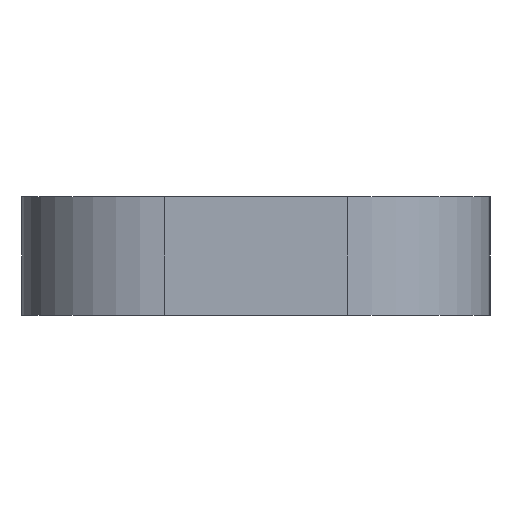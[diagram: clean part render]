
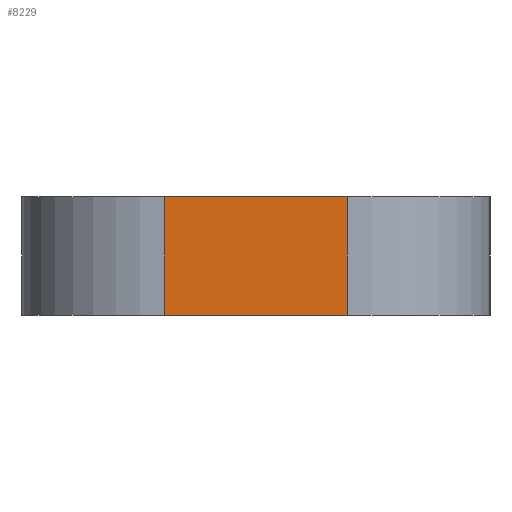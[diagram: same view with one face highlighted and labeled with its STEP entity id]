
A CAD part, left-side view. The second image highlights one B-rep face of the part: STEP entity #8229.
In plain terms, the highlighted planar face has unit normal (-1, 0, 0).
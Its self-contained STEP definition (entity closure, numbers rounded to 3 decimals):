
#350=CARTESIAN_POINT('',(144.548,-17.289,23.1));
#351=VERTEX_POINT('',#350);
#359=CARTESIAN_POINT('',(144.548,-21.123,23.1));
#360=VERTEX_POINT('',#359);
#361=CARTESIAN_POINT('',(144.548,-17.289,23.1));
#362=DIRECTION('',(0.,-1.,0.));
#363=VECTOR('',#362,3.834);
#364=LINE('',#361,#363);
#365=EDGE_CURVE('',#351,#360,#364,.T.);
#5457=CARTESIAN_POINT('',(144.548,-21.123,20.6));
#5458=VERTEX_POINT('',#5457);
#5466=CARTESIAN_POINT('',(144.548,-17.289,20.6));
#5467=VERTEX_POINT('',#5466);
#5468=CARTESIAN_POINT('',(144.548,-17.289,20.6));
#5469=DIRECTION('',(0.,-1.,0.));
#5470=VECTOR('',#5469,3.834);
#5471=LINE('',#5468,#5470);
#5472=EDGE_CURVE('',#5467,#5458,#5471,.T.);
#8208=CARTESIAN_POINT('',(144.548,-16.747,20.913));
#8209=DIRECTION('',(1.,0.,0.));
#8210=DIRECTION('',(0.,0.,-1.));
#8211=AXIS2_PLACEMENT_3D('',#8208,#8209,#8210);
#8212=PLANE('',#8211);
#8213=ORIENTED_EDGE('',*,*,#365,.F.);
#8214=CARTESIAN_POINT('',(144.548,-17.289,23.1));
#8215=DIRECTION('',(-0.,-0.,-1.));
#8216=VECTOR('',#8215,2.5);
#8217=LINE('',#8214,#8216);
#8218=EDGE_CURVE('',#351,#5467,#8217,.T.);
#8219=ORIENTED_EDGE('',*,*,#8218,.T.);
#8220=ORIENTED_EDGE('',*,*,#5472,.T.);
#8221=CARTESIAN_POINT('',(144.548,-21.123,20.6));
#8222=DIRECTION('',(0.,0.,1.));
#8223=VECTOR('',#8222,2.5);
#8224=LINE('',#8221,#8223);
#8225=EDGE_CURVE('',#5458,#360,#8224,.T.);
#8226=ORIENTED_EDGE('',*,*,#8225,.T.);
#8227=EDGE_LOOP('',(#8213,#8219,#8220,#8226));
#8228=FACE_BOUND('',#8227,.T.);
#8229=ADVANCED_FACE('',(#8228),#8212,.F.);
